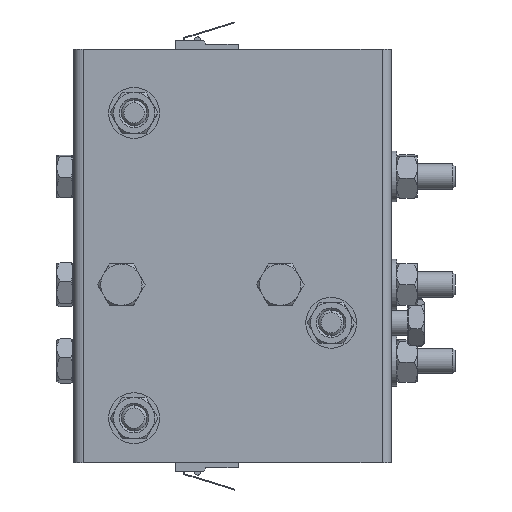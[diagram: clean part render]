
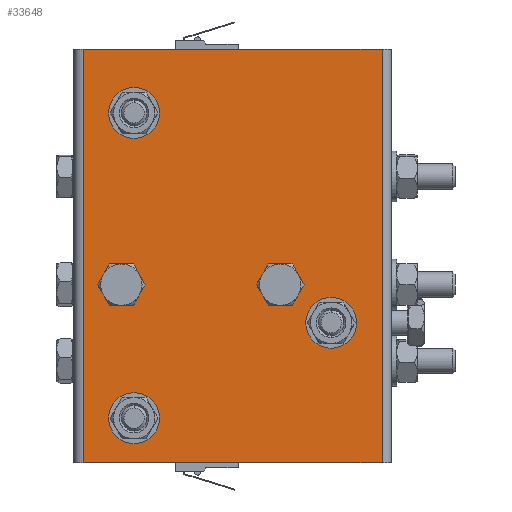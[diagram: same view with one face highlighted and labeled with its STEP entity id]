
A CAD part, left-side view. The second image highlights one B-rep face of the part: STEP entity #33648.
In plain terms, the highlighted planar face has unit normal (-1, 0, 0).
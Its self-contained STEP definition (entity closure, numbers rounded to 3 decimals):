
#19 = DIRECTION ( 'NONE',  ( -1., 0., 0. ) ) ;
#240 = VERTEX_POINT ( 'NONE', #32699 ) ;
#289 = CARTESIAN_POINT ( 'NONE',  ( -50., 47., 130. ) ) ;
#322 = DIRECTION ( 'NONE',  ( 0., -1., 0. ) ) ;
#393 = AXIS2_PLACEMENT_3D ( 'NONE', #10491, #29244, #10620 ) ;
#410 = CIRCLE ( 'NONE', #27394, 3.4 ) ;
#1566 = CARTESIAN_POINT ( 'NONE',  ( -50., -47., 130. ) ) ;
#1858 = CARTESIAN_POINT ( 'NONE',  ( -50., 31., 14. ) ) ;
#2082 = VERTEX_POINT ( 'NONE', #9724 ) ;
#2094 = DIRECTION ( 'NONE',  ( 1., 0., 0. ) ) ;
#2192 = DIRECTION ( 'NONE',  ( 0., 0., -1. ) ) ;
#2288 = DIRECTION ( 'NONE',  ( 1., 0., 0. ) ) ;
#2796 = ORIENTED_EDGE ( 'NONE', *, *, #30516, .T. ) ;
#4107 = CARTESIAN_POINT ( 'NONE',  ( -50., 35., 59.4 ) ) ;
#4720 = DIRECTION ( 'NONE',  ( 0., 0., 1. ) ) ;
#4853 = VERTEX_POINT ( 'NONE', #21737 ) ;
#5006 = DIRECTION ( 'NONE',  ( 0., -1., 0. ) ) ;
#5094 = PLANE ( 'NONE',  #15948 ) ;
#5172 = AXIS2_PLACEMENT_3D ( 'NONE', #1858, #27280, #14776 ) ;
#5474 = DIRECTION ( 'NONE',  ( 1., 0., 0. ) ) ;
#5498 = DIRECTION ( 'NONE',  ( 1., 0., 0. ) ) ;
#5637 = ORIENTED_EDGE ( 'NONE', *, *, #27830, .F. ) ;
#6242 = VERTEX_POINT ( 'NONE', #26018 ) ;
#6770 = ORIENTED_EDGE ( 'NONE', *, *, #14024, .T. ) ;
#8073 = CARTESIAN_POINT ( 'NONE',  ( -50., 31., 110. ) ) ;
#8094 = CARTESIAN_POINT ( 'NONE',  ( -50., -31., 49. ) ) ;
#8372 = DIRECTION ( 'NONE',  ( 0., 1., 0. ) ) ;
#8731 = CIRCLE ( 'NONE', #25572, 4. ) ;
#8918 = CARTESIAN_POINT ( 'NONE',  ( -50., 31., 110. ) ) ;
#8990 = VERTEX_POINT ( 'NONE', #1566 ) ;
#9107 = DIRECTION ( 'NONE',  ( 0., 0., 1. ) ) ;
#9186 = CARTESIAN_POINT ( 'NONE',  ( -50., 50., 0. ) ) ;
#9548 = EDGE_CURVE ( 'NONE', #19872, #8990, #28232, .T. ) ;
#9724 = CARTESIAN_POINT ( 'NONE',  ( -50., 31., 114. ) ) ;
#10221 = EDGE_LOOP ( 'NONE', ( #2796, #23840 ) ) ;
#10338 = CIRCLE ( 'NONE', #38159, 4. ) ;
#10409 = VERTEX_POINT ( 'NONE', #34969 ) ;
#10491 = CARTESIAN_POINT ( 'NONE',  ( -50., -15., 56. ) ) ;
#10529 = EDGE_LOOP ( 'NONE', ( #29225, #14198, #5637, #22322 ) ) ;
#10620 = DIRECTION ( 'NONE',  ( 0., 0., 1. ) ) ;
#11240 = CARTESIAN_POINT ( 'NONE',  ( -50., -47., 0. ) ) ;
#11676 = DIRECTION ( 'NONE',  ( 1., 0., 0. ) ) ;
#12018 = VERTEX_POINT ( 'NONE', #36344 ) ;
#12123 = DIRECTION ( 'NONE',  ( 0., 0., 1. ) ) ;
#12577 = CARTESIAN_POINT ( 'NONE',  ( -50., 31., 10. ) ) ;
#13497 = FACE_OUTER_BOUND ( 'NONE', #10529, .T. ) ;
#14024 = EDGE_CURVE ( 'NONE', #32266, #14072, #24993, .T. ) ;
#14072 = VERTEX_POINT ( 'NONE', #8094 ) ;
#14198 = ORIENTED_EDGE ( 'NONE', *, *, #9548, .T. ) ;
#14359 = CARTESIAN_POINT ( 'NONE',  ( -50., 35., 56. ) ) ;
#14459 = EDGE_CURVE ( 'NONE', #10409, #4853, #33209, .T. ) ;
#14776 = DIRECTION ( 'NONE',  ( 0., 0., -1. ) ) ;
#15948 = AXIS2_PLACEMENT_3D ( 'NONE', #29970, #2094, #8372 ) ;
#16039 = EDGE_CURVE ( 'NONE', #37851, #240, #19031, .T. ) ;
#16064 = CARTESIAN_POINT ( 'NONE',  ( -50., -31., 39. ) ) ;
#17898 = FACE_BOUND ( 'NONE', #18293, .T. ) ;
#18293 = EDGE_LOOP ( 'NONE', ( #19605, #29572 ) ) ;
#18963 = CIRCLE ( 'NONE', #27939, 3.4 ) ;
#19031 = LINE ( 'NONE', #289, #38473 ) ;
#19134 = EDGE_CURVE ( 'NONE', #240, #19872, #24657, .T. ) ;
#19469 = EDGE_CURVE ( 'NONE', #35487, #24573, #410, .T. ) ;
#19605 = ORIENTED_EDGE ( 'NONE', *, *, #27161, .F. ) ;
#19872 = VERTEX_POINT ( 'NONE', #11240 ) ;
#20376 = DIRECTION ( 'NONE',  ( -1., 0., 0. ) ) ;
#20476 = VECTOR ( 'NONE', #9107, 1000. ) ;
#20651 = EDGE_LOOP ( 'NONE', ( #39889, #34185 ) ) ;
#20860 = FACE_BOUND ( 'NONE', #36543, .T. ) ;
#21381 = CARTESIAN_POINT ( 'NONE',  ( -50., -47., 130. ) ) ;
#21737 = CARTESIAN_POINT ( 'NONE',  ( -50., -15., 59.4 ) ) ;
#21785 = EDGE_CURVE ( 'NONE', #6242, #36413, #10338, .T. ) ;
#21804 = EDGE_CURVE ( 'NONE', #14072, #32266, #27901, .T. ) ;
#22045 = AXIS2_PLACEMENT_3D ( 'NONE', #27238, #5498, #33395 ) ;
#22292 = AXIS2_PLACEMENT_3D ( 'NONE', #14359, #20376, #4720 ) ;
#22309 = ORIENTED_EDGE ( 'NONE', *, *, #28772, .T. ) ;
#22322 = ORIENTED_EDGE ( 'NONE', *, *, #16039, .T. ) ;
#23078 = ORIENTED_EDGE ( 'NONE', *, *, #21804, .T. ) ;
#23241 = CIRCLE ( 'NONE', #22292, 3.4 ) ;
#23840 = ORIENTED_EDGE ( 'NONE', *, *, #21785, .T. ) ;
#24101 = DIRECTION ( 'NONE',  ( 0., 0., -1. ) ) ;
#24392 = AXIS2_PLACEMENT_3D ( 'NONE', #39572, #2288, #24101 ) ;
#24573 = VERTEX_POINT ( 'NONE', #4107 ) ;
#24657 = LINE ( 'NONE', #9186, #36273 ) ;
#24670 = LINE ( 'NONE', #36408, #34386 ) ;
#24788 = FACE_BOUND ( 'NONE', #20651, .T. ) ;
#24974 = DIRECTION ( 'NONE',  ( 0., 0., -1. ) ) ;
#24993 = CIRCLE ( 'NONE', #22045, 5. ) ;
#25352 = CARTESIAN_POINT ( 'NONE',  ( -50., 47., 130. ) ) ;
#25572 = AXIS2_PLACEMENT_3D ( 'NONE', #8918, #33801, #24974 ) ;
#26018 = CARTESIAN_POINT ( 'NONE',  ( -50., 31., 18. ) ) ;
#26385 = CIRCLE ( 'NONE', #5172, 4. ) ;
#26778 = ORIENTED_EDGE ( 'NONE', *, *, #38958, .T. ) ;
#27157 = EDGE_LOOP ( 'NONE', ( #22309, #26778 ) ) ;
#27161 = EDGE_CURVE ( 'NONE', #24573, #35487, #23241, .T. ) ;
#27238 = CARTESIAN_POINT ( 'NONE',  ( -50., -31., 44. ) ) ;
#27280 = DIRECTION ( 'NONE',  ( 1., 0., 0. ) ) ;
#27394 = AXIS2_PLACEMENT_3D ( 'NONE', #36451, #33491, #39451 ) ;
#27830 = EDGE_CURVE ( 'NONE', #37851, #8990, #24670, .T. ) ;
#27901 = CIRCLE ( 'NONE', #24392, 5. ) ;
#27939 = AXIS2_PLACEMENT_3D ( 'NONE', #40149, #19, #12123 ) ;
#28232 = LINE ( 'NONE', #21381, #20476 ) ;
#28772 = EDGE_CURVE ( 'NONE', #12018, #2082, #39171, .T. ) ;
#29225 = ORIENTED_EDGE ( 'NONE', *, *, #19134, .T. ) ;
#29244 = DIRECTION ( 'NONE',  ( -1., 0., 0. ) ) ;
#29572 = ORIENTED_EDGE ( 'NONE', *, *, #19469, .F. ) ;
#29970 = CARTESIAN_POINT ( 'NONE',  ( -50., 50., 130. ) ) ;
#30125 = AXIS2_PLACEMENT_3D ( 'NONE', #8073, #5474, #2192 ) ;
#30516 = EDGE_CURVE ( 'NONE', #36413, #6242, #26385, .T. ) ;
#30562 = FACE_BOUND ( 'NONE', #27157, .T. ) ;
#31629 = CARTESIAN_POINT ( 'NONE',  ( -50., 35., 52.6 ) ) ;
#32266 = VERTEX_POINT ( 'NONE', #16064 ) ;
#32699 = CARTESIAN_POINT ( 'NONE',  ( -50., 47., 0. ) ) ;
#32755 = EDGE_CURVE ( 'NONE', #4853, #10409, #18963, .T. ) ;
#33209 = CIRCLE ( 'NONE', #393, 3.4 ) ;
#33335 = CARTESIAN_POINT ( 'NONE',  ( -50., 31., 14. ) ) ;
#33395 = DIRECTION ( 'NONE',  ( 0., 0., -1. ) ) ;
#33491 = DIRECTION ( 'NONE',  ( -1., 0., 0. ) ) ;
#33648 = ADVANCED_FACE ( 'NONE', ( #24788, #17898, #20860, #37841, #30562, #13497 ), #5094, .F. ) ;
#33801 = DIRECTION ( 'NONE',  ( 1., 0., 0. ) ) ;
#34185 = ORIENTED_EDGE ( 'NONE', *, *, #14459, .F. ) ;
#34386 = VECTOR ( 'NONE', #5006, 1000. ) ;
#34691 = DIRECTION ( 'NONE',  ( 0., 0., -1. ) ) ;
#34969 = CARTESIAN_POINT ( 'NONE',  ( -50., -15., 52.6 ) ) ;
#35487 = VERTEX_POINT ( 'NONE', #31629 ) ;
#36273 = VECTOR ( 'NONE', #322, 1000. ) ;
#36344 = CARTESIAN_POINT ( 'NONE',  ( -50., 31., 106. ) ) ;
#36408 = CARTESIAN_POINT ( 'NONE',  ( -50., 50., 130. ) ) ;
#36413 = VERTEX_POINT ( 'NONE', #12577 ) ;
#36451 = CARTESIAN_POINT ( 'NONE',  ( -50., 35., 56. ) ) ;
#36543 = EDGE_LOOP ( 'NONE', ( #6770, #23078 ) ) ;
#37841 = FACE_BOUND ( 'NONE', #10221, .T. ) ;
#37851 = VERTEX_POINT ( 'NONE', #25352 ) ;
#38159 = AXIS2_PLACEMENT_3D ( 'NONE', #33335, #11676, #39844 ) ;
#38473 = VECTOR ( 'NONE', #34691, 1000. ) ;
#38958 = EDGE_CURVE ( 'NONE', #2082, #12018, #8731, .T. ) ;
#39171 = CIRCLE ( 'NONE', #30125, 4. ) ;
#39451 = DIRECTION ( 'NONE',  ( 0., 0., 1. ) ) ;
#39572 = CARTESIAN_POINT ( 'NONE',  ( -50., -31., 44. ) ) ;
#39844 = DIRECTION ( 'NONE',  ( 0., 0., -1. ) ) ;
#39889 = ORIENTED_EDGE ( 'NONE', *, *, #32755, .F. ) ;
#40149 = CARTESIAN_POINT ( 'NONE',  ( -50., -15., 56. ) ) ;
